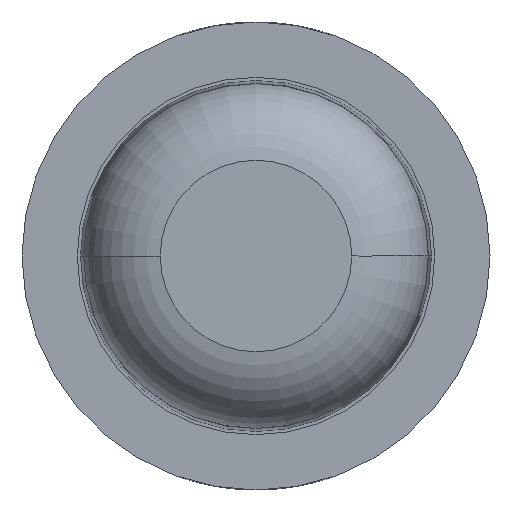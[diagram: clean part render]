
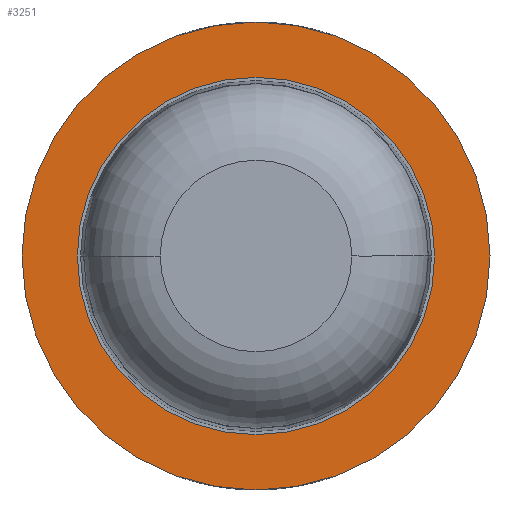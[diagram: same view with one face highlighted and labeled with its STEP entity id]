
A CAD part, front view. The second image highlights one B-rep face of the part: STEP entity #3251.
In plain terms, the highlighted planar face has unit normal (0, -1, 0).
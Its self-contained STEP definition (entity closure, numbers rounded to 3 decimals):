
#44 = EDGE_LOOP ( 'NONE', ( #1963, #4191 ) ) ;
#126 = ORIENTED_EDGE ( 'NONE', *, *, #4304, .F. ) ;
#228 = DIRECTION ( 'NONE',  ( 0., 1., 0. ) ) ;
#418 = CARTESIAN_POINT ( 'NONE',  ( 0., -7., 0. ) ) ;
#430 = CARTESIAN_POINT ( 'NONE',  ( 0., -7., 0. ) ) ;
#448 = DIRECTION ( 'NONE',  ( -1., 0., 0. ) ) ;
#543 = EDGE_CURVE ( 'Defeature ausgef�hrt4_0+Defeature ausgef�hrt4_9+Defeature ausgef�hrt4_9+Defeature ausgef�hrt4_9', #830, #4450, #787, .T. ) ;
#678 = DIRECTION ( 'NONE',  ( -1., 0., 0. ) ) ;
#741 = DIRECTION ( 'NONE',  ( -1., 0., 0. ) ) ;
#787 = CIRCLE ( 'NONE', #4149, 1.1 ) ;
#830 = VERTEX_POINT ( 'NONE', #1303 ) ;
#835 = FACE_BOUND ( 'NONE', #44, .T. ) ;
#1036 = EDGE_LOOP ( 'NONE', ( #126, #2865 ) ) ;
#1283 = AXIS2_PLACEMENT_3D ( 'NONE', #4429, #2530, #678 ) ;
#1303 = CARTESIAN_POINT ( 'NONE',  ( 1.1, -7., 0. ) ) ;
#1377 = DIRECTION ( 'NONE',  ( -1., 0., 0. ) ) ;
#1430 = AXIS2_PLACEMENT_3D ( 'NONE', #418, #4164, #741 ) ;
#1443 = CIRCLE ( 'NONE', #3294, 0.825 ) ;
#1467 = EDGE_CURVE ( 'Defeature ausgef�hrt4_9+Defeature ausgef�hrt4_8+Defeature ausgef�hrt4_8+Defeature ausgef�hrt4_8', #2570, #4870, #2620, .T. ) ;
#1776 = CARTESIAN_POINT ( 'NONE',  ( -1.1, -7., 0. ) ) ;
#1941 = DIRECTION ( 'NONE',  ( 0., 1., 0. ) ) ;
#1963 = ORIENTED_EDGE ( 'NONE', *, *, #4335, .T. ) ;
#2126 = CARTESIAN_POINT ( 'NONE',  ( 0., -7., 0. ) ) ;
#2186 = FACE_OUTER_BOUND ( 'NONE', #1036, .T. ) ;
#2384 = CARTESIAN_POINT ( 'NONE',  ( 0.825, -7., 0. ) ) ;
#2474 = CARTESIAN_POINT ( 'NONE',  ( 0., -7., 0. ) ) ;
#2522 = AXIS2_PLACEMENT_3D ( 'NONE', #2474, #228, #4764 ) ;
#2530 = DIRECTION ( 'NONE',  ( 0., 1., 0. ) ) ;
#2570 = VERTEX_POINT ( 'NONE', #2384 ) ;
#2620 = CIRCLE ( 'NONE', #1430, 0.825 ) ;
#2865 = ORIENTED_EDGE ( 'NONE', *, *, #543, .F. ) ;
#2942 = DIRECTION ( 'NONE',  ( 0., 1., 0. ) ) ;
#3251 = ADVANCED_FACE ( 'Defeature ausgef�hrt4_9', ( #2186, #835 ), #4056, .F. ) ;
#3294 = AXIS2_PLACEMENT_3D ( 'NONE', #2126, #2942, #1377 ) ;
#3597 = CARTESIAN_POINT ( 'NONE',  ( -0.825, -7., 0. ) ) ;
#4056 = PLANE ( 'NONE',  #1283 ) ;
#4149 = AXIS2_PLACEMENT_3D ( 'NONE', #430, #1941, #448 ) ;
#4164 = DIRECTION ( 'NONE',  ( 0., 1., 0. ) ) ;
#4191 = ORIENTED_EDGE ( 'NONE', *, *, #1467, .T. ) ;
#4304 = EDGE_CURVE ( 'Defeature ausgef�hrt4_0+Defeature ausgef�hrt4_9+Defeature ausgef�hrt4_9+Defeature ausgef�hrt4_9', #4450, #830, #4632, .T. ) ;
#4335 = EDGE_CURVE ( 'Defeature ausgef�hrt4_9+Defeature ausgef�hrt4_8+Defeature ausgef�hrt4_8+Defeature ausgef�hrt4_8', #4870, #2570, #1443, .T. ) ;
#4429 = CARTESIAN_POINT ( 'NONE',  ( 1.1, -7., 0. ) ) ;
#4450 = VERTEX_POINT ( 'NONE', #1776 ) ;
#4632 = CIRCLE ( 'NONE', #2522, 1.1 ) ;
#4764 = DIRECTION ( 'NONE',  ( -1., 0., 0. ) ) ;
#4870 = VERTEX_POINT ( 'NONE', #3597 ) ;
